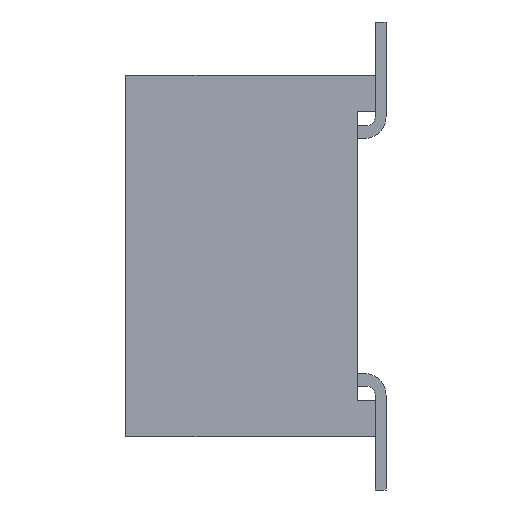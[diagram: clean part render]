
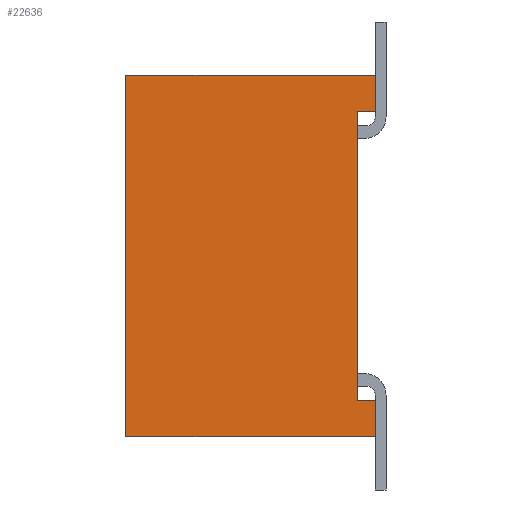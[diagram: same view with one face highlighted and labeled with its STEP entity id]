
A CAD part, left-side view. The second image highlights one B-rep face of the part: STEP entity #22636.
In plain terms, the highlighted planar face has unit normal (-1, 0, 0).
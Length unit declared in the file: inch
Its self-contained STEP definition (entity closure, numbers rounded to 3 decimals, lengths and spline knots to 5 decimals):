
#216=ORIENTED_EDGE('',*,*,#6840,.T.);
#217=ORIENTED_EDGE('',*,*,#6841,.T.);
#218=ORIENTED_EDGE('',*,*,#6842,.F.);
#219=ORIENTED_EDGE('',*,*,#6843,.F.);
#220=ORIENTED_EDGE('',*,*,#6844,.T.);
#221=ORIENTED_EDGE('',*,*,#6845,.T.);
#222=ORIENTED_EDGE('',*,*,#6846,.T.);
#223=ORIENTED_EDGE('',*,*,#6847,.T.);
#6840=EDGE_CURVE('',#10152,#10153,#12320,.T.);
#6841=EDGE_CURVE('',#10153,#10154,#12321,.T.);
#6842=EDGE_CURVE('',#10155,#10154,#12322,.T.);
#6843=EDGE_CURVE('',#10156,#10155,#12323,.T.);
#6844=EDGE_CURVE('',#10156,#10157,#12324,.T.);
#6845=EDGE_CURVE('',#10157,#10158,#12325,.T.);
#6846=EDGE_CURVE('',#10158,#10159,#12326,.T.);
#6847=EDGE_CURVE('',#10159,#10152,#12327,.T.);
#10152=VERTEX_POINT('',#30897);
#10153=VERTEX_POINT('',#30898);
#10154=VERTEX_POINT('',#30900);
#10155=VERTEX_POINT('',#30902);
#10156=VERTEX_POINT('',#30904);
#10157=VERTEX_POINT('',#30906);
#10158=VERTEX_POINT('',#30908);
#10159=VERTEX_POINT('',#30910);
#12320=LINE('',#30896,#15512);
#12321=LINE('',#30899,#15513);
#12322=LINE('',#30901,#15514);
#12323=LINE('',#30903,#15515);
#12324=LINE('',#30905,#15516);
#12325=LINE('',#30907,#15517);
#12326=LINE('',#30909,#15518);
#12327=LINE('',#30911,#15519);
#15512=VECTOR('',#25130,39.37008);
#15513=VECTOR('',#25131,39.37008);
#15514=VECTOR('',#25132,39.37008);
#15515=VECTOR('',#25133,39.37008);
#15516=VECTOR('',#25134,39.37008);
#15517=VECTOR('',#25135,39.37008);
#15518=VECTOR('',#25136,39.37008);
#15519=VECTOR('',#25137,39.37008);
#18704=EDGE_LOOP('',(#216,#217,#218,#219,#220,#221,#222,#223));
#20118=FACE_BOUND('',#18704,.T.);
#21532=PLANE('',#23839);
#22636=ADVANCED_FACE('',(#20118),#21532,.F.);
#23839=AXIS2_PLACEMENT_3D('',#30895,#25128,#25129);
#25128=DIRECTION('',(1.,0.,0.));
#25129=DIRECTION('',(0.,0.,-1.));
#25130=DIRECTION('',(0.,-1.,0.));
#25131=DIRECTION('',(0.,0.,1.));
#25132=DIRECTION('',(0.,-1.,0.));
#25133=DIRECTION('',(0.,0.,1.));
#25134=DIRECTION('',(0.,-1.,0.));
#25135=DIRECTION('',(0.,0.,1.));
#25136=DIRECTION('',(0.,1.,0.));
#25137=DIRECTION('',(0.,0.,1.));
#30895=CARTESIAN_POINT('',(-0.75,0.138,-0.1));
#30896=CARTESIAN_POINT('',(-0.75,0.01,0.08));
#30897=CARTESIAN_POINT('',(-0.75,0.01,0.08));
#30898=CARTESIAN_POINT('',(-0.75,0.,0.08));
#30899=CARTESIAN_POINT('',(-0.75,0.,-0.1));
#30900=CARTESIAN_POINT('',(-0.75,0.,0.1));
#30901=CARTESIAN_POINT('',(-0.75,0.138,0.1));
#30902=CARTESIAN_POINT('',(-0.75,0.138,0.1));
#30903=CARTESIAN_POINT('',(-0.75,0.138,-0.1));
#30904=CARTESIAN_POINT('',(-0.75,0.138,-0.1));
#30905=CARTESIAN_POINT('',(-0.75,0.138,-0.1));
#30906=CARTESIAN_POINT('',(-0.75,0.,-0.1));
#30907=CARTESIAN_POINT('',(-0.75,0.,-0.1));
#30908=CARTESIAN_POINT('',(-0.75,0.,-0.08));
#30909=CARTESIAN_POINT('',(-0.75,0.,-0.08));
#30910=CARTESIAN_POINT('',(-0.75,0.01,-0.08));
#30911=CARTESIAN_POINT('',(-0.75,0.01,-0.08));
